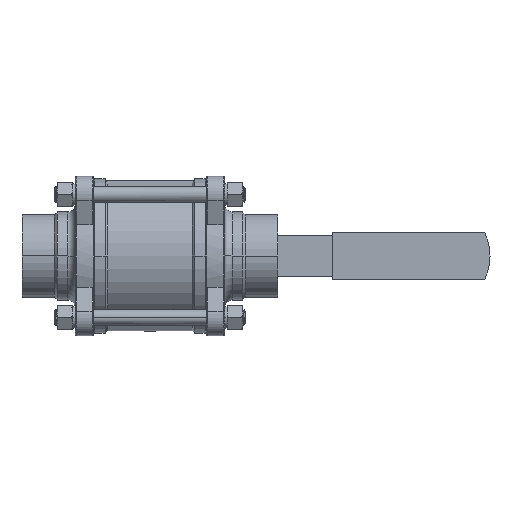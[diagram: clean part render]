
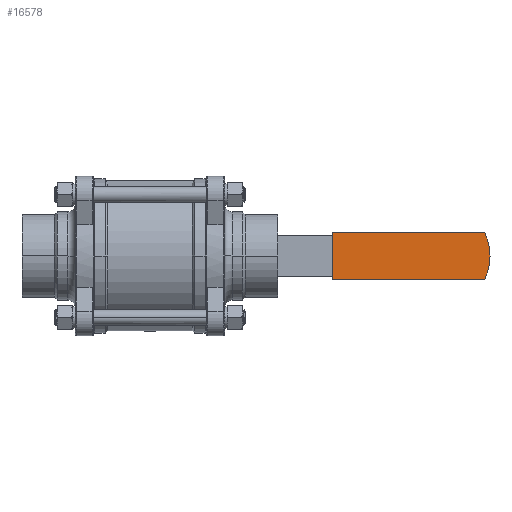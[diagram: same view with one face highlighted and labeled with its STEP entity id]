
A CAD part, front view. The second image highlights one B-rep face of the part: STEP entity #16578.
In plain terms, the highlighted planar face has unit normal (0, -1, 0).
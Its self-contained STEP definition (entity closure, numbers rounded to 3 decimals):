
#15875=CARTESIAN_POINT('',(183.202,38.,0.));
#15876=DIRECTION('',(0.,1.,0.));
#15877=DIRECTION('',(0.904,0.,0.429));
#15878=AXIS2_PLACEMENT_3D('',#15875,#15876,#15877);
#15880=DIRECTION('',(-1.,0.,0.));
#15881=VECTOR('',#15880,117.136);
#15882=CARTESIAN_POINT('',(221.149,38.,-18.));
#15883=LINE('',#15882,#15881);
#15884=DIRECTION('',(0.,0.,1.));
#15885=VECTOR('',#15884,36.);
#15886=CARTESIAN_POINT('',(104.013,38.,-18.));
#15887=LINE('',#15886,#15885);
#15888=DIRECTION('',(1.,0.,0.));
#15889=VECTOR('',#15888,117.136);
#15890=CARTESIAN_POINT('',(104.013,38.,18.));
#15891=LINE('',#15890,#15889);
#16181=CARTESIAN_POINT('',(221.149,38.,18.));
#16182=CARTESIAN_POINT('',(221.149,38.,-18.));
#16183=VERTEX_POINT('',#16181);
#16184=VERTEX_POINT('',#16182);
#16185=CARTESIAN_POINT('',(104.013,38.,-18.));
#16186=VERTEX_POINT('',#16185);
#16187=CARTESIAN_POINT('',(104.013,38.,18.));
#16188=VERTEX_POINT('',#16187);
#16564=CARTESIAN_POINT('',(0.,38.,-108.255));
#16565=DIRECTION('',(0.,1.,0.));
#16566=DIRECTION('',(1.,0.,0.));
#16567=AXIS2_PLACEMENT_3D('',#16564,#16565,#16566);
#16568=PLANE('',#16567);
#16570=ORIENTED_EDGE('',*,*,#16569,.T.);
#16572=ORIENTED_EDGE('',*,*,#16571,.T.);
#16573=ORIENTED_EDGE('',*,*,#16545,.T.);
#16575=ORIENTED_EDGE('',*,*,#16574,.T.);
#16576=EDGE_LOOP('',(#16570,#16572,#16573,#16575));
#16577=FACE_OUTER_BOUND('',#16576,.F.);
#15879=CIRCLE('',#15878,42.);
#16545=EDGE_CURVE('',#16186,#16188,#15887,.T.);
#16569=EDGE_CURVE('',#16183,#16184,#15879,.T.);
#16571=EDGE_CURVE('',#16184,#16186,#15883,.T.);
#16574=EDGE_CURVE('',#16188,#16183,#15891,.T.);
#16578=ADVANCED_FACE('',(#16577),#16568,.F.);
